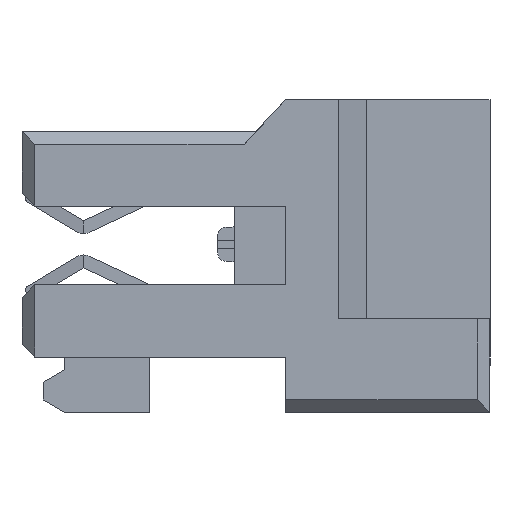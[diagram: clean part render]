
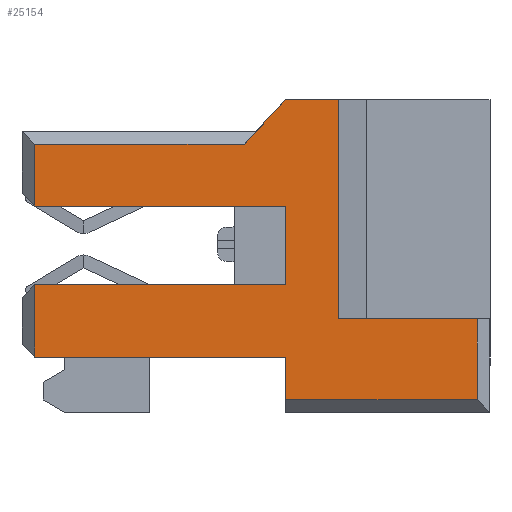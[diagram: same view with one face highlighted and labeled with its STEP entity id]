
A CAD part, left-side view. The second image highlights one B-rep face of the part: STEP entity #25154.
In plain terms, the highlighted face is planar.
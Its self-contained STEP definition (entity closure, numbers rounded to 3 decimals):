
#1652=ORIENTED_EDGE('',*,*,#7061,.T.);
#1653=ORIENTED_EDGE('',*,*,#6891,.T.);
#1654=ORIENTED_EDGE('',*,*,#7186,.T.);
#1655=ORIENTED_EDGE('',*,*,#7187,.T.);
#1656=ORIENTED_EDGE('',*,*,#7024,.T.);
#1657=ORIENTED_EDGE('',*,*,#7019,.T.);
#1658=ORIENTED_EDGE('',*,*,#7188,.T.);
#1659=ORIENTED_EDGE('',*,*,#7189,.T.);
#1660=ORIENTED_EDGE('',*,*,#7190,.T.);
#1661=ORIENTED_EDGE('',*,*,#7191,.T.);
#1662=ORIENTED_EDGE('',*,*,#6887,.T.);
#1663=ORIENTED_EDGE('',*,*,#6884,.T.);
#1664=ORIENTED_EDGE('',*,*,#7059,.T.);
#1665=ORIENTED_EDGE('',*,*,#7192,.T.);
#6884=EDGE_CURVE('',#9697,#9699,#11557,.T.);
#6887=EDGE_CURVE('',#9700,#9697,#11560,.T.);
#6891=EDGE_CURVE('',#9703,#9705,#11564,.T.);
#7019=EDGE_CURVE('',#9800,#9798,#11670,.T.);
#7024=EDGE_CURVE('',#9802,#9800,#11675,.T.);
#7059=EDGE_CURVE('',#9699,#9829,#11707,.T.);
#7061=EDGE_CURVE('',#9831,#9703,#11709,.T.);
#7186=EDGE_CURVE('',#9705,#9933,#11834,.T.);
#7187=EDGE_CURVE('',#9933,#9802,#11835,.T.);
#7188=EDGE_CURVE('',#9798,#9934,#11836,.T.);
#7189=EDGE_CURVE('',#9934,#9935,#11837,.T.);
#7190=EDGE_CURVE('',#9935,#9936,#11838,.T.);
#7191=EDGE_CURVE('',#9936,#9700,#11839,.T.);
#7192=EDGE_CURVE('',#9829,#9831,#11840,.T.);
#9697=VERTEX_POINT('',#33546);
#9699=VERTEX_POINT('',#33550);
#9700=VERTEX_POINT('',#33554);
#9703=VERTEX_POINT('',#33561);
#9705=VERTEX_POINT('',#33565);
#9798=VERTEX_POINT('',#33828);
#9800=VERTEX_POINT('',#33831);
#9802=VERTEX_POINT('',#33837);
#9829=VERTEX_POINT('',#33908);
#9831=VERTEX_POINT('',#33914);
#9933=VERTEX_POINT('',#34146);
#9934=VERTEX_POINT('',#34149);
#9935=VERTEX_POINT('',#34151);
#9936=VERTEX_POINT('',#34153);
#11557=LINE('',#33551,#13714);
#11560=LINE('',#33557,#13717);
#11564=LINE('',#33566,#13721);
#11670=LINE('',#33830,#13827);
#11675=LINE('',#33840,#13832);
#11707=LINE('',#33909,#13864);
#11709=LINE('',#33913,#13866);
#11834=LINE('',#34145,#13991);
#11835=LINE('',#34147,#13992);
#11836=LINE('',#34148,#13993);
#11837=LINE('',#34150,#13994);
#11838=LINE('',#34152,#13995);
#11839=LINE('',#34154,#13996);
#11840=LINE('',#34155,#13997);
#13714=VECTOR('',#27964,1000.);
#13717=VECTOR('',#27969,1000.);
#13721=VECTOR('',#27975,1000.);
#13827=VECTOR('',#28209,1000.);
#13832=VECTOR('',#28216,1000.);
#13864=VECTOR('',#28270,1000.);
#13866=VECTOR('',#28274,1000.);
#13991=VECTOR('',#28409,1000.);
#13992=VECTOR('',#28410,1000.);
#13993=VECTOR('',#28411,1000.);
#13994=VECTOR('',#28412,1000.);
#13995=VECTOR('',#28413,1000.);
#13996=VECTOR('',#28414,1000.);
#13997=VECTOR('',#28415,1000.);
#15762=EDGE_LOOP('',(#1652,#1653,#1654,#1655,#1656,#1657,#1658,#1659,#1660,
#1661,#1662,#1663,#1664,#1665));
#16793=FACE_BOUND('',#15762,.T.);
#17800=PLANE('',#26163);
#25154=ADVANCED_FACE('',(#16793),#17800,.F.);
#26163=AXIS2_PLACEMENT_3D('',#34144,#28407,#28408);
#27964=DIRECTION('',(0.,0.,-1.));
#27969=DIRECTION('',(0.,-1.,0.));
#27975=DIRECTION('',(0.,0.,-1.));
#28209=DIRECTION('',(0.,0.,1.));
#28216=DIRECTION('',(0.,1.,0.));
#28270=DIRECTION('',(0.,1.,0.));
#28274=DIRECTION('',(0.,-1.,0.));
#28407=DIRECTION('',(-1.,0.,0.));
#28408=DIRECTION('',(0.,0.,1.));
#28409=DIRECTION('',(0.,1.,0.));
#28410=DIRECTION('',(0.,0.,-1.));
#28411=DIRECTION('',(0.,-1.,0.));
#28412=DIRECTION('',(0.,0.,1.));
#28413=DIRECTION('',(0.,-1.,0.));
#28414=DIRECTION('',(0.,-0.682,-0.731));
#28415=DIRECTION('',(0.,0.,-1.));
#33546=CARTESIAN_POINT('',(7.5,0.3,2.625));
#33550=CARTESIAN_POINT('',(7.5,0.3,1.175));
#33551=CARTESIAN_POINT('',(7.5,0.3,3.675));
#33554=CARTESIAN_POINT('',(7.5,5.22,2.625));
#33557=CARTESIAN_POINT('',(7.5,11.,2.625));
#33561=CARTESIAN_POINT('',(7.5,0.3,-0.675));
#33565=CARTESIAN_POINT('',(7.5,0.3,-2.375));
#33566=CARTESIAN_POINT('',(7.5,0.3,3.675));
#33828=CARTESIAN_POINT('',(7.5,10.7,-1.475));
#33830=CARTESIAN_POINT('',(7.5,10.7,-1.475));
#33831=CARTESIAN_POINT('',(7.5,10.7,-3.375));
#33837=CARTESIAN_POINT('',(7.5,6.2,-3.375));
#33840=CARTESIAN_POINT('',(7.5,11.,-3.375));
#33908=CARTESIAN_POINT('',(7.5,6.2,1.175));
#33909=CARTESIAN_POINT('',(7.5,0.,1.175));
#33913=CARTESIAN_POINT('',(7.5,6.2,-0.675));
#33914=CARTESIAN_POINT('',(7.5,6.2,-0.675));
#34144=CARTESIAN_POINT('',(7.5,11.,3.675));
#34145=CARTESIAN_POINT('',(7.5,0.,-2.375));
#34146=CARTESIAN_POINT('',(7.5,6.2,-2.375));
#34147=CARTESIAN_POINT('',(7.5,6.2,-2.375));
#34148=CARTESIAN_POINT('',(7.5,11.,-1.475));
#34149=CARTESIAN_POINT('',(7.5,7.45,-1.475));
#34150=CARTESIAN_POINT('',(7.5,7.45,-1.475));
#34151=CARTESIAN_POINT('',(7.5,7.45,3.675));
#34152=CARTESIAN_POINT('',(7.5,11.,3.675));
#34153=CARTESIAN_POINT('',(7.5,6.2,3.675));
#34154=CARTESIAN_POINT('',(7.5,6.2,3.675));
#34155=CARTESIAN_POINT('',(7.5,6.2,1.175));
